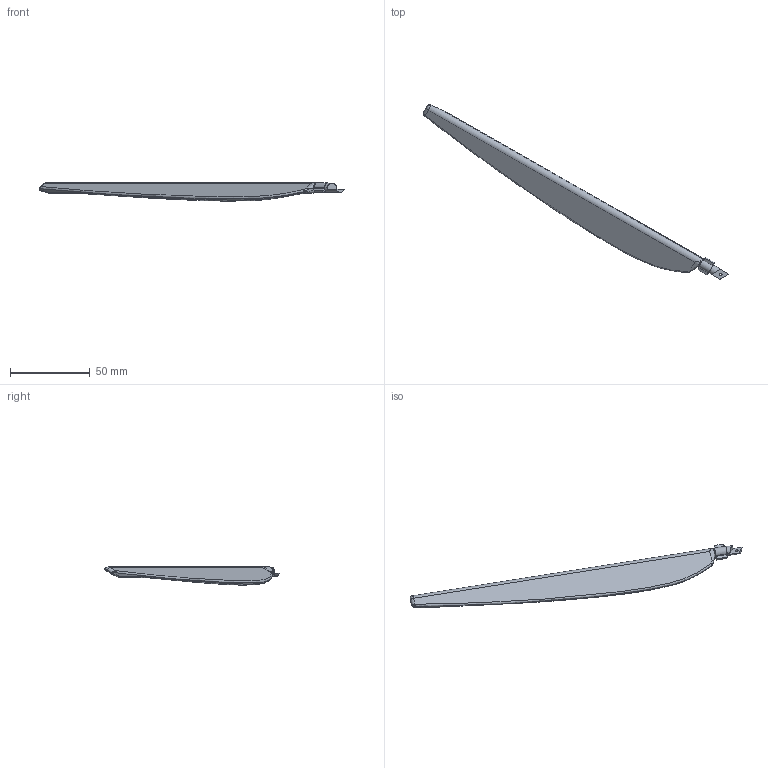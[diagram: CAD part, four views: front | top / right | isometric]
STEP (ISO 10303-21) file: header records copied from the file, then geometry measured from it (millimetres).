
FILE_DESCRIPTION (( 'STEP AP214' ), '1' );
FILE_NAME ('#317-T1860_3 - Blade 2.STEP', '2022-03-16T18:50:29', ( '' ), ( '' ), 'SwSTEP 2.0', 'SolidWorks 2022', '' );
FILE_SCHEMA (( 'AUTOMOTIVE_DESIGN' ));
Length unit declared in the file: inch
Products named in the file (1): #317-T1860_3 - Blade 2
Bounding box: 191.55 x 109.41 x 11.36 mm (x, y, z)
Volume: 13415.3 mm3; surface area: 8523.5 mm2
Topology: 1 solids, 1 shells, 65 faces, 177 edges, 109 vertices
Faces by surface type: bspline 32, plane 20, cylinder 13
Entity records: 7952 total; most frequent: CARTESIAN_POINT 5942, ORIENTED_EDGE 342, EDGE_CURVE 171, DIRECTION 142, VERTEX_POINT 109, B_SPLINE_CURVE_WITH_KNOTS 99, EDGE_LOOP 68, ADVANCED_FACE 65
